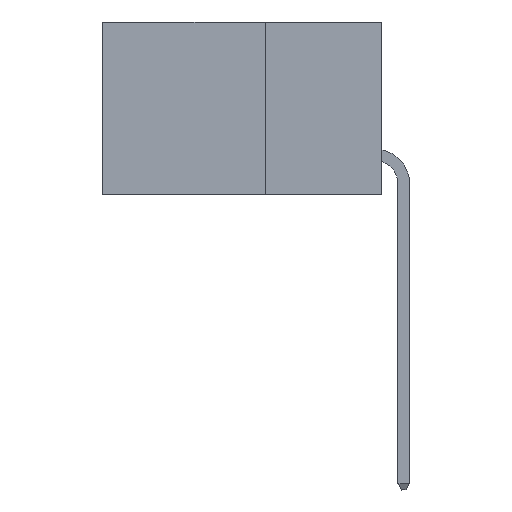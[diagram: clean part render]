
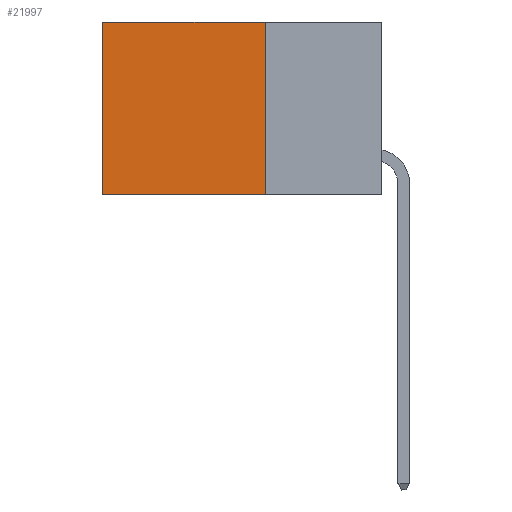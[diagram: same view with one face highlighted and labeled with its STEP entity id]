
A CAD part, left-side view. The second image highlights one B-rep face of the part: STEP entity #21997.
In plain terms, the highlighted planar face has unit normal (-1, 0, 0).
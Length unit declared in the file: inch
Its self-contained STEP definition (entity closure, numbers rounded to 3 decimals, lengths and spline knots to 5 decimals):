
#246 = CARTESIAN_POINT ( 'NONE',  ( 0.2875, 0.25, -0.37 ) ) ;
#504 = DIRECTION ( 'NONE',  ( 0., 0., -1. ) ) ;
#588 = CARTESIAN_POINT ( 'NONE',  ( 0.2875, 0.25, 0. ) ) ;
#830 = CARTESIAN_POINT ( 'NONE',  ( 0.2875, 0.25, -0.37 ) ) ;
#1396 = ORIENTED_EDGE ( 'NONE', *, *, #13185, .T. ) ;
#1885 = VECTOR ( 'NONE', #17677, 39.37008 ) ;
#2125 = EDGE_LOOP ( 'NONE', ( #10251, #10750, #5086, #1396 ) ) ;
#3577 = AXIS2_PLACEMENT_3D ( 'NONE', #10819, #20803, #504 ) ;
#5086 = ORIENTED_EDGE ( 'NONE', *, *, #14082, .F. ) ;
#5335 = CARTESIAN_POINT ( 'NONE',  ( 0.2875, 0.6, -0.37 ) ) ;
#6179 = VECTOR ( 'NONE', #6414, 39.37008 ) ;
#6414 = DIRECTION ( 'NONE',  ( 0., 1., 0. ) ) ;
#6445 = LINE ( 'NONE', #13272, #20337 ) ;
#7518 = FACE_OUTER_BOUND ( 'NONE', #2125, .T. ) ;
#7629 = VERTEX_POINT ( 'NONE', #10727 ) ;
#8445 = EDGE_CURVE ( 'NONE', #7629, #15895, #6445, .T. ) ;
#10251 = ORIENTED_EDGE ( 'NONE', *, *, #8445, .T. ) ;
#10727 = CARTESIAN_POINT ( 'NONE',  ( 0.2875, 0.6, 0. ) ) ;
#10750 = ORIENTED_EDGE ( 'NONE', *, *, #14974, .F. ) ;
#10819 = CARTESIAN_POINT ( 'NONE',  ( 0.2875, 0.25, 0. ) ) ;
#11277 = LINE ( 'NONE', #246, #6179 ) ;
#13185 = EDGE_CURVE ( 'NONE', #15840, #7629, #17679, .T. ) ;
#13272 = CARTESIAN_POINT ( 'NONE',  ( 0.2875, 0.6, 0. ) ) ;
#14082 = EDGE_CURVE ( 'NONE', #15840, #23112, #15112, .T. ) ;
#14974 = EDGE_CURVE ( 'NONE', #23112, #15895, #11277, .T. ) ;
#15112 = LINE ( 'NONE', #588, #19834 ) ;
#15840 = VERTEX_POINT ( 'NONE', #18956 ) ;
#15895 = VERTEX_POINT ( 'NONE', #5335 ) ;
#17282 = DIRECTION ( 'NONE',  ( 0., 0., -1. ) ) ;
#17677 = DIRECTION ( 'NONE',  ( 0., 1., 0. ) ) ;
#17679 = LINE ( 'NONE', #25824, #1885 ) ;
#18956 = CARTESIAN_POINT ( 'NONE',  ( 0.2875, 0.25, 0. ) ) ;
#19834 = VECTOR ( 'NONE', #17282, 39.37008 ) ;
#20290 = PLANE ( 'NONE',  #3577 ) ;
#20337 = VECTOR ( 'NONE', #21446, 39.37008 ) ;
#20803 = DIRECTION ( 'NONE',  ( 1., 0., 0. ) ) ;
#21446 = DIRECTION ( 'NONE',  ( 0., 0., -1. ) ) ;
#21997 = ADVANCED_FACE ( 'NONE', ( #7518 ), #20290, .F. ) ;
#23112 = VERTEX_POINT ( 'NONE', #830 ) ;
#25824 = CARTESIAN_POINT ( 'NONE',  ( 0.2875, 0.25, 0. ) ) ;
